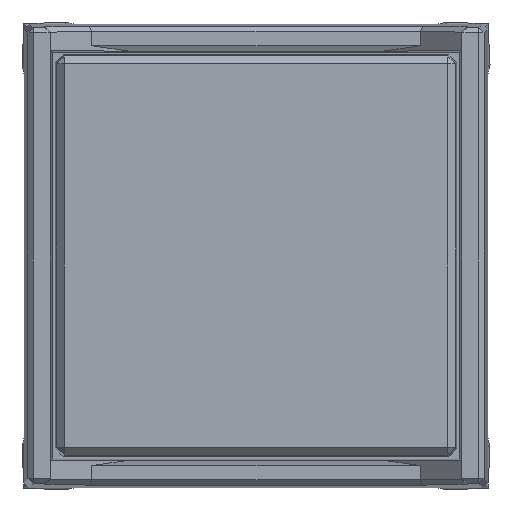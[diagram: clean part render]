
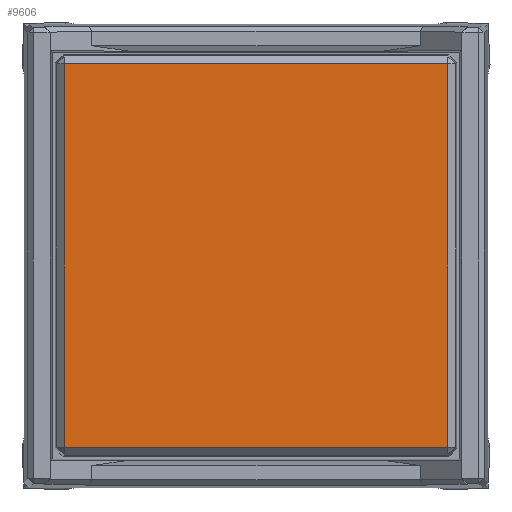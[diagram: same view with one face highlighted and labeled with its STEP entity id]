
A CAD part, top view. The second image highlights one B-rep face of the part: STEP entity #9606.
In plain terms, the highlighted face is planar.
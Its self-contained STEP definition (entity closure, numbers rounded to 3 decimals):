
#1431 = DIRECTION ( 'NONE',  ( 0., -1., 0. ) ) ;
#1862 = CARTESIAN_POINT ( 'NONE',  ( 7.396, 4., -7.396 ) ) ;
#2573 = FACE_OUTER_BOUND ( 'NONE', #2743, .T. ) ;
#2743 = EDGE_LOOP ( 'NONE', ( #8511, #7310, #7233, #13994 ) ) ;
#2917 = CARTESIAN_POINT ( 'NONE',  ( 7.396, 4., 0. ) ) ;
#2997 = CARTESIAN_POINT ( 'NONE',  ( 0., 4., 7.396 ) ) ;
#3073 = CARTESIAN_POINT ( 'NONE',  ( 7.396, 4., 7.396 ) ) ;
#3340 = DIRECTION ( 'NONE',  ( 0., 0., -1. ) ) ;
#3585 = EDGE_CURVE ( 'NONE', #13152, #3942, #9040, .T. ) ;
#3693 = CARTESIAN_POINT ( 'NONE',  ( 0., 4., -7.396 ) ) ;
#3942 = VERTEX_POINT ( 'NONE', #7391 ) ;
#6029 = DIRECTION ( 'NONE',  ( 0., 0., -1. ) ) ;
#6622 = VECTOR ( 'NONE', #3340, 1000. ) ;
#6661 = CARTESIAN_POINT ( 'NONE',  ( -7.396, 4., 7.396 ) ) ;
#7151 = PLANE ( 'NONE',  #8420 ) ;
#7233 = ORIENTED_EDGE ( 'NONE', *, *, #12566, .T. ) ;
#7310 = ORIENTED_EDGE ( 'NONE', *, *, #12021, .F. ) ;
#7391 = CARTESIAN_POINT ( 'NONE',  ( -7.396, 4., -7.396 ) ) ;
#7487 = DIRECTION ( 'NONE',  ( 0., 0., 1. ) ) ;
#7521 = VECTOR ( 'NONE', #8266, 1000. ) ;
#7566 = DIRECTION ( 'NONE',  ( 1., 0., 0. ) ) ;
#8266 = DIRECTION ( 'NONE',  ( -1., 0., 0. ) ) ;
#8357 = VERTEX_POINT ( 'NONE', #1862 ) ;
#8386 = VERTEX_POINT ( 'NONE', #3073 ) ;
#8420 = AXIS2_PLACEMENT_3D ( 'NONE', #11717, #1431, #6029 ) ;
#8511 = ORIENTED_EDGE ( 'NONE', *, *, #13047, .T. ) ;
#9040 = LINE ( 'NONE', #13628, #6622 ) ;
#9606 = ADVANCED_FACE ( 'NONE', ( #2573 ), #7151, .F. ) ;
#9656 = VECTOR ( 'NONE', #7487, 1000. ) ;
#10636 = VECTOR ( 'NONE', #7566, 1000. ) ;
#11717 = CARTESIAN_POINT ( 'NONE',  ( -7.396, 4., 7.396 ) ) ;
#12021 = EDGE_CURVE ( 'NONE', #8357, #8386, #13195, .T. ) ;
#12566 = EDGE_CURVE ( 'NONE', #8357, #3942, #13970, .T. ) ;
#13047 = EDGE_CURVE ( 'NONE', #13152, #8386, #13270, .T. ) ;
#13152 = VERTEX_POINT ( 'NONE', #6661 ) ;
#13195 = LINE ( 'NONE', #2917, #9656 ) ;
#13270 = LINE ( 'NONE', #2997, #10636 ) ;
#13628 = CARTESIAN_POINT ( 'NONE',  ( -7.396, 4., 0. ) ) ;
#13970 = LINE ( 'NONE', #3693, #7521 ) ;
#13994 = ORIENTED_EDGE ( 'NONE', *, *, #3585, .F. ) ;
